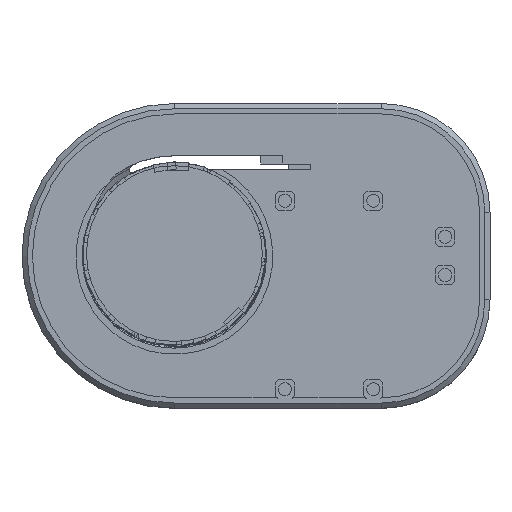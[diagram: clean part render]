
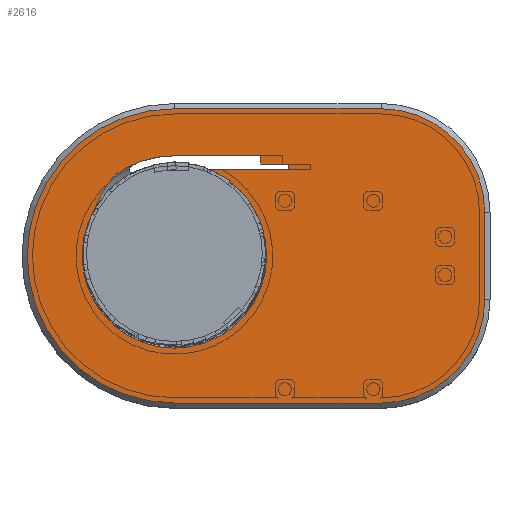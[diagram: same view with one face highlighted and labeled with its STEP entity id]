
A CAD part, top view. The second image highlights one B-rep face of the part: STEP entity #2616.
In plain terms, the highlighted planar face has unit normal (0, 0, 1).
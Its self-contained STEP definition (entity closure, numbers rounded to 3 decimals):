
#1497=FACE_BOUND('',#4806,.T.);
#1498=FACE_BOUND('',#4807,.T.);
#1560=B_SPLINE_CURVE_WITH_KNOTS('',3,(#24392,#24393,#24394,#24395,#24396,
#24397,#24398,#24399,#24400,#24401,#24402,#24403,#24404,#24405),
 .UNSPECIFIED.,.F.,.F.,(4,2,2,2,2,2,4),(0.,0.5,0.563,
0.625,0.688,0.75,1.),.UNSPECIFIED.);
#1580=PLANE('',#18520);
#2616=ADVANCED_FACE('',(#1497,#1498),#1580,.T.);
#4806=EDGE_LOOP('',(#10256,#10257,#10258,#10259,#10260,#10261,#10262,#10263));
#4807=EDGE_LOOP('',(#10264,#10265,#10266,#10267,#10268,#10269));
#5950=LINE('',#24275,#8071);
#5984=LINE('',#24407,#8105);
#5985=LINE('',#24409,#8106);
#5986=LINE('',#24411,#8107);
#5987=LINE('',#24413,#8108);
#5988=LINE('',#24415,#8109);
#5989=LINE('',#24418,#8110);
#5990=LINE('',#24423,#8111);
#5991=LINE('',#24427,#8112);
#8071=VECTOR('',#19751,1.);
#8105=VECTOR('',#19809,1.);
#8106=VECTOR('',#19810,1.);
#8107=VECTOR('',#19811,1.);
#8108=VECTOR('',#19812,1.);
#8109=VECTOR('',#19813,1.);
#8110=VECTOR('',#19816,1.);
#8111=VECTOR('',#19819,1.);
#8112=VECTOR('',#19822,1.);
#10256=ORIENTED_EDGE('',*,*,#16223,.F.);
#10257=ORIENTED_EDGE('',*,*,#16182,.F.);
#10258=ORIENTED_EDGE('',*,*,#16224,.T.);
#10259=ORIENTED_EDGE('',*,*,#16225,.T.);
#10260=ORIENTED_EDGE('',*,*,#16226,.T.);
#10261=ORIENTED_EDGE('',*,*,#16227,.T.);
#10262=ORIENTED_EDGE('',*,*,#16228,.T.);
#10263=ORIENTED_EDGE('',*,*,#16229,.T.);
#10264=ORIENTED_EDGE('',*,*,#16230,.T.);
#10265=ORIENTED_EDGE('',*,*,#16231,.T.);
#10266=ORIENTED_EDGE('',*,*,#16232,.T.);
#10267=ORIENTED_EDGE('',*,*,#16233,.T.);
#10268=ORIENTED_EDGE('',*,*,#16234,.T.);
#10269=ORIENTED_EDGE('',*,*,#16235,.T.);
#14678=VERTEX_POINT('',#24276);
#14679=VERTEX_POINT('',#24277);
#14716=VERTEX_POINT('',#24406);
#14717=VERTEX_POINT('',#24408);
#14718=VERTEX_POINT('',#24410);
#14719=VERTEX_POINT('',#24412);
#14720=VERTEX_POINT('',#24414);
#14721=VERTEX_POINT('',#24416);
#14722=VERTEX_POINT('',#24419);
#14723=VERTEX_POINT('',#24420);
#14724=VERTEX_POINT('',#24422);
#14725=VERTEX_POINT('',#24424);
#14726=VERTEX_POINT('',#24426);
#14727=VERTEX_POINT('',#24428);
#16182=EDGE_CURVE('',#14678,#14679,#5950,.T.);
#16223=EDGE_CURVE('',#14679,#14716,#1560,.T.);
#16224=EDGE_CURVE('',#14678,#14717,#5984,.T.);
#16225=EDGE_CURVE('',#14717,#14718,#5985,.T.);
#16226=EDGE_CURVE('',#14718,#14719,#5986,.T.);
#16227=EDGE_CURVE('',#14719,#14720,#5987,.T.);
#16228=EDGE_CURVE('',#14720,#14721,#5988,.T.);
#16229=EDGE_CURVE('',#14721,#14716,#18396,.T.);
#16230=EDGE_CURVE('',#14722,#14723,#5989,.T.);
#16231=EDGE_CURVE('',#14723,#14724,#18397,.T.);
#16232=EDGE_CURVE('',#14724,#14725,#5990,.T.);
#16233=EDGE_CURVE('',#14725,#14726,#18398,.T.);
#16234=EDGE_CURVE('',#14726,#14727,#5991,.T.);
#16235=EDGE_CURVE('',#14727,#14722,#18399,.T.);
#18396=CIRCLE('',#18516,21.2);
#18397=CIRCLE('',#18517,33.8);
#18398=CIRCLE('',#18518,23.8);
#18399=CIRCLE('',#18519,23.8);
#18516=AXIS2_PLACEMENT_3D('',#24417,#19814,#19815);
#18517=AXIS2_PLACEMENT_3D('',#24421,#19817,#19818);
#18518=AXIS2_PLACEMENT_3D('',#24425,#19820,#19821);
#18519=AXIS2_PLACEMENT_3D('',#24429,#19823,#19824);
#18520=AXIS2_PLACEMENT_3D('',#24430,#19825,#19826);
#19751=DIRECTION('',(0.,-1.,0.));
#19809=DIRECTION('',(1.,0.,0.));
#19810=DIRECTION('',(0.,-1.,0.));
#19811=DIRECTION('',(1.,0.,0.));
#19812=DIRECTION('',(0.,-1.,0.));
#19813=DIRECTION('',(-1.,0.,0.));
#19814=DIRECTION('',(0.,0.,-1.));
#19815=DIRECTION('',(1.,0.,0.));
#19816=DIRECTION('',(-1.,0.,0.));
#19817=DIRECTION('',(0.,0.,1.));
#19818=DIRECTION('',(1.,0.,0.));
#19819=DIRECTION('',(1.,0.,0.));
#19820=DIRECTION('',(0.,0.,1.));
#19821=DIRECTION('',(1.,0.,0.));
#19822=DIRECTION('',(0.,1.,0.));
#19823=DIRECTION('',(0.,0.,1.));
#19824=DIRECTION('',(1.,0.,0.));
#19825=DIRECTION('',(0.,0.,1.));
#19826=DIRECTION('',(1.,0.,0.));
#24275=CARTESIAN_POINT('',(0.,0.,30.));
#24276=CARTESIAN_POINT('',(0.,23.1,30.));
#24277=CARTESIAN_POINT('',(0.,23.,30.));
#24392=CARTESIAN_POINT('',(0.,23.,30.));
#24393=CARTESIAN_POINT('',(-3.949,23.001,30.));
#24394=CARTESIAN_POINT('',(-7.815,21.993,30.));
#24395=CARTESIAN_POINT('',(-11.686,19.819,30.));
#24396=CARTESIAN_POINT('',(-12.108,19.565,30.));
#24397=CARTESIAN_POINT('',(-12.932,19.032,30.));
#24398=CARTESIAN_POINT('',(-13.353,18.777,30.));
#24399=CARTESIAN_POINT('',(-14.097,18.143,30.));
#24400=CARTESIAN_POINT('',(-14.384,17.713,30.));
#24401=CARTESIAN_POINT('',(-15.003,16.926,30.));
#24402=CARTESIAN_POINT('',(-15.298,16.525,30.));
#24403=CARTESIAN_POINT('',(-16.702,14.477,30.));
#24404=CARTESIAN_POINT('',(-17.6,12.709,30.));
#24405=CARTESIAN_POINT('',(-18.24,10.805,30.));
#24406=CARTESIAN_POINT('',(-18.24,10.805,30.));
#24407=CARTESIAN_POINT('',(0.,23.1,30.));
#24408=CARTESIAN_POINT('',(19.81,23.1,30.));
#24409=CARTESIAN_POINT('',(19.81,0.,30.));
#24410=CARTESIAN_POINT('',(19.81,21.1,30.));
#24411=CARTESIAN_POINT('',(0.,21.1,30.));
#24412=CARTESIAN_POINT('',(26.27,21.1,30.));
#24413=CARTESIAN_POINT('',(26.27,0.,30.));
#24414=CARTESIAN_POINT('',(26.27,19.9,30.));
#24415=CARTESIAN_POINT('',(0.,19.9,30.));
#24416=CARTESIAN_POINT('',(7.31,19.9,30.));
#24417=CARTESIAN_POINT('',(0.,0.,30.));
#24418=CARTESIAN_POINT('',(0.,33.8,30.));
#24419=CARTESIAN_POINT('',(47.509,33.8,30.));
#24420=CARTESIAN_POINT('',(0.,33.8,30.));
#24421=CARTESIAN_POINT('',(0.,0.,
30.));
#24422=CARTESIAN_POINT('',(0.,-33.8,30.));
#24423=CARTESIAN_POINT('',(47.509,-33.8,30.));
#24424=CARTESIAN_POINT('',(47.509,-33.8,30.));
#24425=CARTESIAN_POINT('',(47.509,-10.,30.));
#24426=CARTESIAN_POINT('',(71.309,-10.,30.));
#24427=CARTESIAN_POINT('',(71.309,10.,30.));
#24428=CARTESIAN_POINT('',(71.309,10.,30.));
#24429=CARTESIAN_POINT('',(47.509,10.,30.));
#24430=CARTESIAN_POINT('',(0.,0.,30.));
